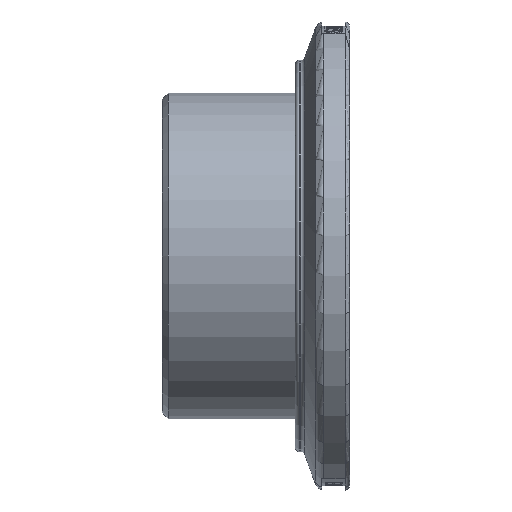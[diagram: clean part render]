
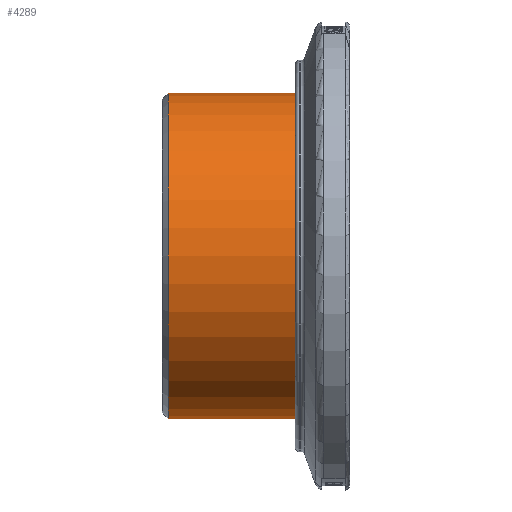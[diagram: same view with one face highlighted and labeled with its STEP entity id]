
A CAD part, front view. The second image highlights one B-rep face of the part: STEP entity #4289.
In plain terms, the highlighted cylindrical face has radius 28.702 mm (diameter 57.404 mm), a full revolution.
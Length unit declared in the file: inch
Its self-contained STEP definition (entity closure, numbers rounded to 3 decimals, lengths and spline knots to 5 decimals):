
#972=CYLINDRICAL_SURFACE('',#4558,1.13);
#1111=FACE_BOUND('',#1407,.T.);
#1146=FACE_OUTER_BOUND('',#1406,.T.);
#1406=EDGE_LOOP('',(#2937));
#1407=EDGE_LOOP('',(#2938));
#1691=CIRCLE('',#4556,1.13);
#1692=CIRCLE('',#4559,1.13);
#1810=VERTEX_POINT('',#5758);
#1811=VERTEX_POINT('',#5762);
#2261=EDGE_CURVE('',#1810,#1810,#1691,.T.);
#2262=EDGE_CURVE('',#1811,#1811,#1692,.T.);
#2937=ORIENTED_EDGE('',*,*,#2262,.F.);
#2938=ORIENTED_EDGE('',*,*,#2261,.F.);
#4289=ADVANCED_FACE('',(#1146,#1111),#972,.T.);
#4556=AXIS2_PLACEMENT_3D('',#5759,#4869,#4870);
#4558=AXIS2_PLACEMENT_3D('',#5761,#4873,#4874);
#4559=AXIS2_PLACEMENT_3D('',#5763,#4875,#4876);
#4869=DIRECTION('center_axis',(-1.,0.,0.));
#4870=DIRECTION('ref_axis',(0.,-1.,0.));
#4873=DIRECTION('center_axis',(1.,0.,0.));
#4874=DIRECTION('ref_axis',(0.,1.,0.));
#4875=DIRECTION('center_axis',(1.,0.,0.));
#4876=DIRECTION('ref_axis',(0.,1.,0.));
#5758=CARTESIAN_POINT('',(-1.26,1.13,0.));
#5759=CARTESIAN_POINT('Origin',(-1.26,0.,0.));
#5761=CARTESIAN_POINT('Origin',(-0.83934,0.,0.));
#5762=CARTESIAN_POINT('',(-0.37868,1.13,0.));
#5763=CARTESIAN_POINT('Origin',(-0.37868,0.,0.));
